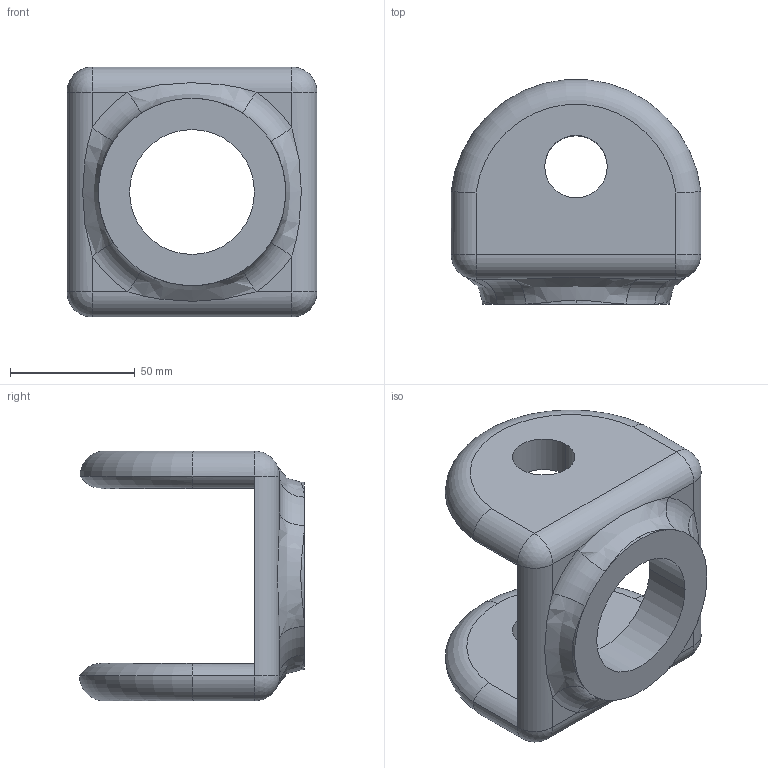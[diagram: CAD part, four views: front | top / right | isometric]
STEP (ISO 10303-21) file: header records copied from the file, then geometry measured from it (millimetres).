
FILE_DESCRIPTION (( 'STEP AP203' ), '1' );
FILE_NAME ('Hombro_Predeterminado_sldprt.STEP', '2023-11-10T06:17:38', ( '' ), ( '' ), 'SwSTEP 2.0', 'SolidWorks 2019', '' );
FILE_SCHEMA (( 'CONFIG_CONTROL_DESIGN' ));
Length unit declared in the file: millimetre
Products named in the file (1): Hombro_Predeterminado_sldprt
Bounding box: 100 x 90 x 100 mm (x, y, z)
Volume: 251032.3 mm3; surface area: 46888.1 mm2
Topology: 1 solids, 1 shells, 50 faces, 112 edges, 60 vertices
Faces by surface type: cylinder 23, plane 10, torus 9, sphere 4, bspline 4
Entity records: 2018 total; most frequent: CARTESIAN_POINT 856, DIRECTION 243, ORIENTED_EDGE 216, EDGE_CURVE 108, AXIS2_PLACEMENT_3D 105, VERTEX_POINT 60, CIRCLE 58, EDGE_LOOP 56
